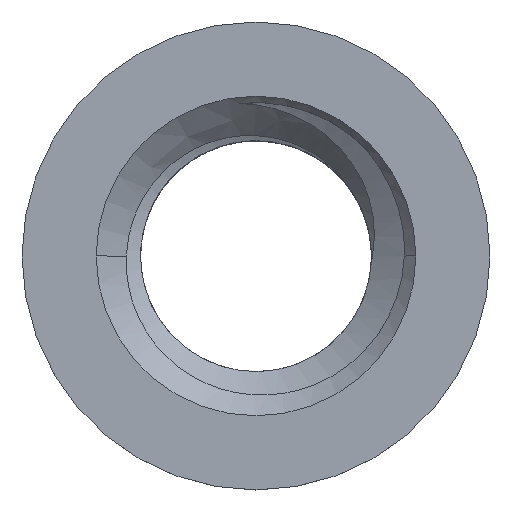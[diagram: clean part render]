
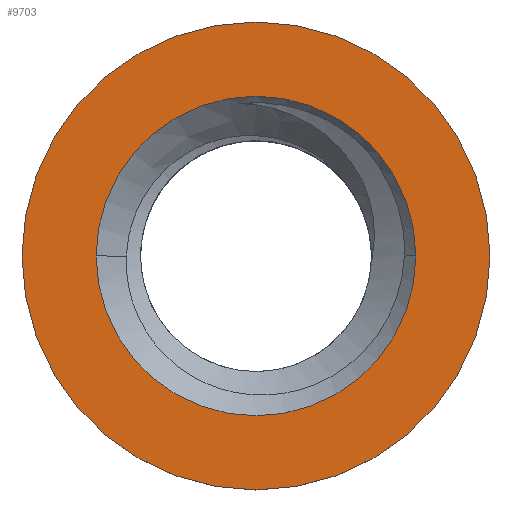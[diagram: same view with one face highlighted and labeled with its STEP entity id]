
A CAD part, top view. The second image highlights one B-rep face of the part: STEP entity #9703.
In plain terms, the highlighted planar face has unit normal (0, 0, 1).
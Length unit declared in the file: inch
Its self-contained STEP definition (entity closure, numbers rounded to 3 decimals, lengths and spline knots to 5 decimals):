
#543 = CIRCLE ( 'NONE', #5029, 0.08538 ) ;
#1420 = VERTEX_POINT ( 'NONE', #12479 ) ;
#1691 = DIRECTION ( 'NONE',  ( 1., 0., 0. ) ) ;
#1915 = CIRCLE ( 'NONE', #3105, 0.125 ) ;
#2389 = EDGE_CURVE ( 'NONE', #2485, #12501, #543, .T. ) ;
#2439 = EDGE_LOOP ( 'NONE', ( #5478, #8920 ) ) ;
#2485 = VERTEX_POINT ( 'NONE', #6927 ) ;
#3105 = AXIS2_PLACEMENT_3D ( 'NONE', #12192, #11008, #7736 ) ;
#3536 = EDGE_CURVE ( 'NONE', #14156, #1420, #12286, .T. ) ;
#3990 = DIRECTION ( 'NONE',  ( -1., 0., 0. ) ) ;
#3993 = AXIS2_PLACEMENT_3D ( 'NONE', #5657, #12957, #1691 ) ;
#4128 = CARTESIAN_POINT ( 'NONE',  ( 0., 0., 0.0925 ) ) ;
#4883 = FACE_OUTER_BOUND ( 'NONE', #2439, .T. ) ;
#5029 = AXIS2_PLACEMENT_3D ( 'NONE', #5442, #5487, #13436 ) ;
#5442 = CARTESIAN_POINT ( 'NONE',  ( 0., 0., 0.0925 ) ) ;
#5478 = ORIENTED_EDGE ( 'NONE', *, *, #3536, .T. ) ;
#5487 = DIRECTION ( 'NONE',  ( 0., 0., 1. ) ) ;
#5657 = CARTESIAN_POINT ( 'NONE',  ( 0., 0., 0.0925 ) ) ;
#5801 = FACE_BOUND ( 'NONE', #12967, .T. ) ;
#6604 = ORIENTED_EDGE ( 'NONE', *, *, #12530, .F. ) ;
#6927 = CARTESIAN_POINT ( 'NONE',  ( -0.08538, 0., 0.0925 ) ) ;
#7246 = CIRCLE ( 'NONE', #12320, 0.08538 ) ;
#7504 = CARTESIAN_POINT ( 'NONE',  ( 0.125, 0., 0.0925 ) ) ;
#7590 = CARTESIAN_POINT ( 'NONE',  ( 0., 0.082, 0.0925 ) ) ;
#7724 = ORIENTED_EDGE ( 'NONE', *, *, #2389, .F. ) ;
#7736 = DIRECTION ( 'NONE',  ( 1., 0., 0. ) ) ;
#8566 = DIRECTION ( 'NONE',  ( 1., 0., 0. ) ) ;
#8920 = ORIENTED_EDGE ( 'NONE', *, *, #14544, .T. ) ;
#9644 = DIRECTION ( 'NONE',  ( 0., 0., 1. ) ) ;
#9703 = ADVANCED_FACE ( 'NONE', ( #5801, #4883 ), #13050, .F. ) ;
#10552 = AXIS2_PLACEMENT_3D ( 'NONE', #7590, #10818, #3990 ) ;
#10818 = DIRECTION ( 'NONE',  ( 0., 0., -1. ) ) ;
#11008 = DIRECTION ( 'NONE',  ( 0., 0., 1. ) ) ;
#12192 = CARTESIAN_POINT ( 'NONE',  ( 0., 0., 0.0925 ) ) ;
#12286 = CIRCLE ( 'NONE', #3993, 0.125 ) ;
#12320 = AXIS2_PLACEMENT_3D ( 'NONE', #4128, #9644, #8566 ) ;
#12479 = CARTESIAN_POINT ( 'NONE',  ( -0.125, 0., 0.0925 ) ) ;
#12501 = VERTEX_POINT ( 'NONE', #14170 ) ;
#12530 = EDGE_CURVE ( 'NONE', #12501, #2485, #7246, .T. ) ;
#12957 = DIRECTION ( 'NONE',  ( 0., 0., 1. ) ) ;
#12967 = EDGE_LOOP ( 'NONE', ( #6604, #7724 ) ) ;
#13050 = PLANE ( 'NONE',  #10552 ) ;
#13436 = DIRECTION ( 'NONE',  ( 1., 0., 0. ) ) ;
#14156 = VERTEX_POINT ( 'NONE', #7504 ) ;
#14170 = CARTESIAN_POINT ( 'NONE',  ( 0.08538, 0., 0.0925 ) ) ;
#14544 = EDGE_CURVE ( 'NONE', #1420, #14156, #1915, .T. ) ;
